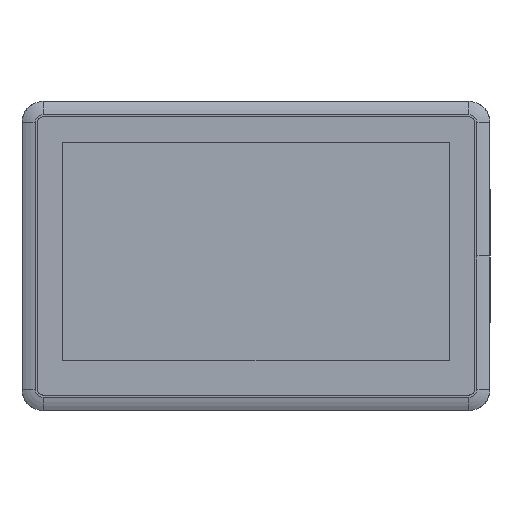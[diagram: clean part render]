
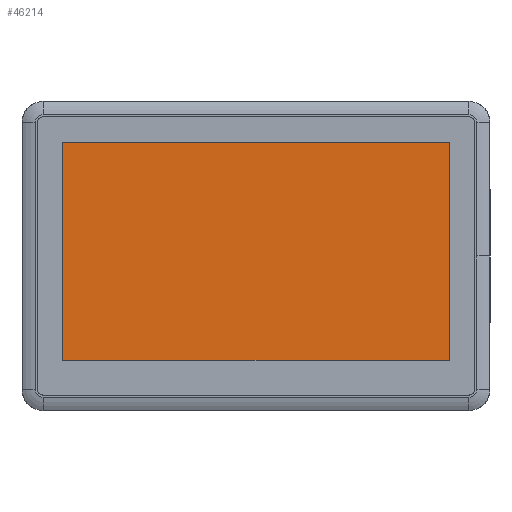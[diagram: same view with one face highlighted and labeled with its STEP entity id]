
A CAD part, top view. The second image highlights one B-rep face of the part: STEP entity #46214.
In plain terms, the highlighted planar face has unit normal (0, 0, 1).
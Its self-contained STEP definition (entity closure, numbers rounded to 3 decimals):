
#82 = VECTOR ( 'NONE', #47998, 1000. ) ;
#1978 = DIRECTION ( 'NONE',  ( 0., -1., 0. ) ) ;
#2462 = ORIENTED_EDGE ( 'NONE', *, *, #12792, .T. ) ;
#3770 = EDGE_CURVE ( 'NONE', #29308, #35193, #41637, .T. ) ;
#6259 = LINE ( 'NONE', #27773, #15710 ) ;
#10291 = EDGE_CURVE ( 'NONE', #49509, #19808, #45204, .T. ) ;
#12139 = ORIENTED_EDGE ( 'NONE', *, *, #45523, .T. ) ;
#12792 = EDGE_CURVE ( 'NONE', #19808, #29308, #21605, .T. ) ;
#13729 = ORIENTED_EDGE ( 'NONE', *, *, #10291, .T. ) ;
#15710 = VECTOR ( 'NONE', #41483, 1000. ) ;
#15745 = PLANE ( 'NONE',  #16099 ) ;
#16099 = AXIS2_PLACEMENT_3D ( 'NONE', #36103, #22286, #24507 ) ;
#19808 = VERTEX_POINT ( 'NONE', #43189 ) ;
#19957 = CARTESIAN_POINT ( 'NONE',  ( 138.74, -74.76, 5.95 ) ) ;
#20373 = FACE_OUTER_BOUND ( 'NONE', #45218, .T. ) ;
#21559 = CARTESIAN_POINT ( 'NONE',  ( 138.74, 81.76, 5.95 ) ) ;
#21605 = LINE ( 'NONE', #21794, #23750 ) ;
#21794 = CARTESIAN_POINT ( 'NONE',  ( 138.74, -74.76, 5.95 ) ) ;
#21839 = DIRECTION ( 'NONE',  ( 1., 0., 0. ) ) ;
#22286 = DIRECTION ( 'NONE',  ( 0., 0., 1. ) ) ;
#23508 = CARTESIAN_POINT ( 'NONE',  ( -138.74, -74.76, 5.95 ) ) ;
#23750 = VECTOR ( 'NONE', #21839, 1000. ) ;
#24507 = DIRECTION ( 'NONE',  ( 0., 1., 0. ) ) ;
#27773 = CARTESIAN_POINT ( 'NONE',  ( 138.74, 81.76, 5.95 ) ) ;
#29308 = VERTEX_POINT ( 'NONE', #46254 ) ;
#31935 = VECTOR ( 'NONE', #1978, 1000. ) ;
#32088 = ORIENTED_EDGE ( 'NONE', *, *, #3770, .T. ) ;
#34819 = CARTESIAN_POINT ( 'NONE',  ( -138.74, 81.76, 5.95 ) ) ;
#35193 = VERTEX_POINT ( 'NONE', #21559 ) ;
#36103 = CARTESIAN_POINT ( 'NONE',  ( 0., 4.5, 5.95 ) ) ;
#41483 = DIRECTION ( 'NONE',  ( -1., 0., 0. ) ) ;
#41637 = LINE ( 'NONE', #19957, #82 ) ;
#43189 = CARTESIAN_POINT ( 'NONE',  ( -138.74, -74.76, 5.95 ) ) ;
#45204 = LINE ( 'NONE', #23508, #31935 ) ;
#45218 = EDGE_LOOP ( 'NONE', ( #32088, #12139, #13729, #2462 ) ) ;
#45523 = EDGE_CURVE ( 'NONE', #35193, #49509, #6259, .T. ) ;
#46214 = ADVANCED_FACE ( 'NONE', ( #20373 ), #15745, .T. ) ;
#46254 = CARTESIAN_POINT ( 'NONE',  ( 138.74, -74.76, 5.95 ) ) ;
#47998 = DIRECTION ( 'NONE',  ( 0., 1., 0. ) ) ;
#49509 = VERTEX_POINT ( 'NONE', #34819 ) ;
